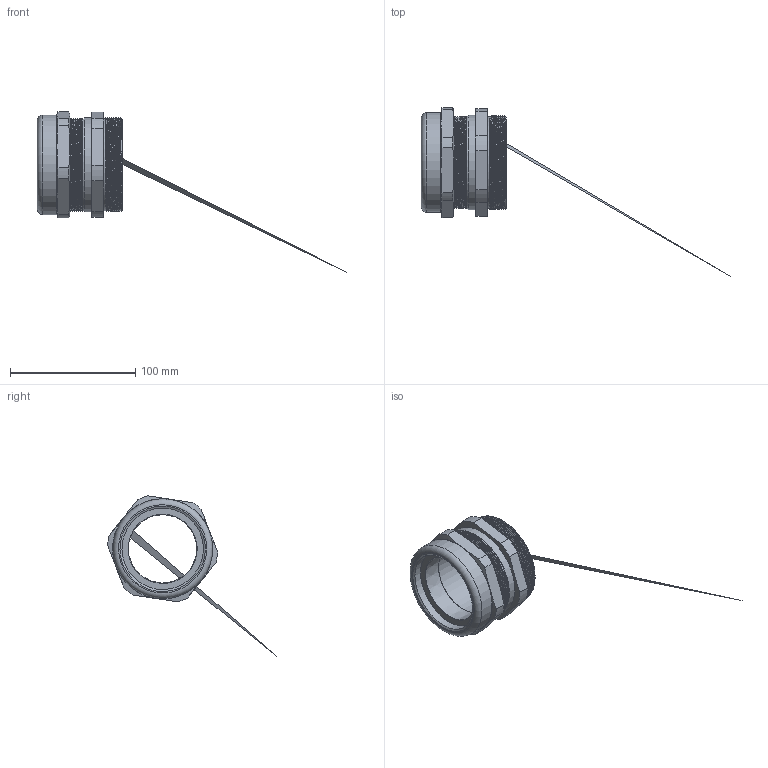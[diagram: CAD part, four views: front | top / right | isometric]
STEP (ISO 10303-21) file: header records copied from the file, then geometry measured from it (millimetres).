
FILE_DESCRIPTION(/* description */ ('RN EX M 75x1,5'),/* implementation_level */ '2;1');
FILE_NAME(/* name */ 'RN75M75KNP-RST.stp',/* time_stamp */ '2022-02-21T10:13:15+01:00',/* author */ ('sl'),/* organization */ (''),/* preprocessor_version */ 'ST-DEVELOPER v16.5',/* originating_system */ 'Autodesk Inventor 2017',/* authorisation */ '');
FILE_SCHEMA (('AUTOMOTIVE_DESIGN { 1 0 10303 214 3 1 1 }'));
Length unit declared in the file: millimetre
Products named in the file (5): RN75M75KNP; RN75M75KNP_1; RN75M75KNP_2; RN75M75KNP_3; RN75M75KNP_4
Assembly tree (4 placements, depth 2):
  RN75M75KNP
    RN75M75KNP_1
    RN75M75KNP_2
    RN75M75KNP_3
    RN75M75KNP_4
Bounding box: 246.69 x 134.62 x 128.02 mm (x, y, z)
Volume: 143799.5 mm3; surface area: 68180.9 mm2
Topology: 4 solids, 4 shells, 118 faces, 287 edges, 184 vertices
Faces by surface type: cylinder 56, plane 30, cone 22, bspline 6, torus 4
Full cylindrical faces by diameter (mm): 55.66 x1, 56.94 x1, 64.96 x1, 67.53 x1, 67.88 x1, 68.5 x1, 71.85 x1, 72.31 x10, 73.278 x9, 73.96 x10, 75.17 x1, 79.43 x1
Entity records: 8009 total; most frequent: CARTESIAN_POINT 6075, DIRECTION 388, ORIENTED_EDGE 336, AXIS2_PLACEMENT_3D 176, EDGE_CURVE 168, EDGE_LOOP 130, VERTEX_POINT 120, FACE_OUTER_BOUND 89
